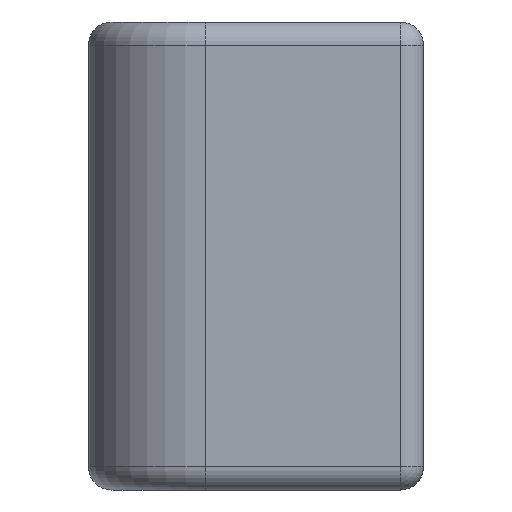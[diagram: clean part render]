
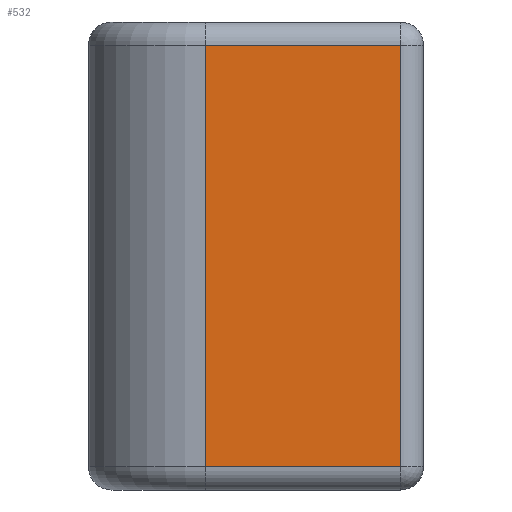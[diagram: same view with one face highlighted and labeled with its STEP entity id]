
A CAD part, front view. The second image highlights one B-rep face of the part: STEP entity #532.
In plain terms, the highlighted planar face has unit normal (0, -1, 0).
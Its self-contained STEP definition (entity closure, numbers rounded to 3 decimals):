
#17=PLANE('',#585);
#50=FACE_OUTER_BOUND('',#86,.T.);
#86=EDGE_LOOP('',(#393,#394,#395,#396));
#116=LINE('',#812,#164);
#123=LINE('',#850,#171);
#125=LINE('',#856,#173);
#126=LINE('',#857,#174);
#164=VECTOR('',#634,10.);
#171=VECTOR('',#681,10.);
#173=VECTOR('',#687,10.);
#174=VECTOR('',#688,10.);
#239=VERTEX_POINT('',#805);
#242=VERTEX_POINT('',#810);
#253=VERTEX_POINT('',#849);
#255=VERTEX_POINT('',#855);
#286=EDGE_CURVE('',#242,#239,#116,.T.);
#305=EDGE_CURVE('',#239,#253,#123,.T.);
#308=EDGE_CURVE('',#255,#242,#125,.T.);
#309=EDGE_CURVE('',#253,#255,#126,.T.);
#393=ORIENTED_EDGE('',*,*,#286,.F.);
#394=ORIENTED_EDGE('',*,*,#308,.F.);
#395=ORIENTED_EDGE('',*,*,#309,.F.);
#396=ORIENTED_EDGE('',*,*,#305,.F.);
#532=ADVANCED_FACE('',(#50),#17,.T.);
#585=AXIS2_PLACEMENT_3D('',#854,#685,#686);
#634=DIRECTION('',(-1.,0.,0.));
#681=DIRECTION('',(0.,0.,1.));
#685=DIRECTION('center_axis',(0.,-1.,0.));
#686=DIRECTION('ref_axis',(1.,0.,0.));
#687=DIRECTION('',(0.,0.,-1.));
#688=DIRECTION('',(1.,0.,0.));
#805=CARTESIAN_POINT('',(41.8,-122.099,12.1));
#810=CARTESIAN_POINT('',(44.3,-122.099,12.1));
#812=CARTESIAN_POINT('',(42.125,-122.099,12.1));
#849=CARTESIAN_POINT('',(41.8,-122.099,17.5));
#850=CARTESIAN_POINT('',(41.8,-122.099,11.8));
#854=CARTESIAN_POINT('Origin',(41.8,-122.099,11.8));
#855=CARTESIAN_POINT('',(44.3,-122.099,17.5));
#856=CARTESIAN_POINT('',(44.3,-122.099,11.8));
#857=CARTESIAN_POINT('',(42.125,-122.099,17.5));
